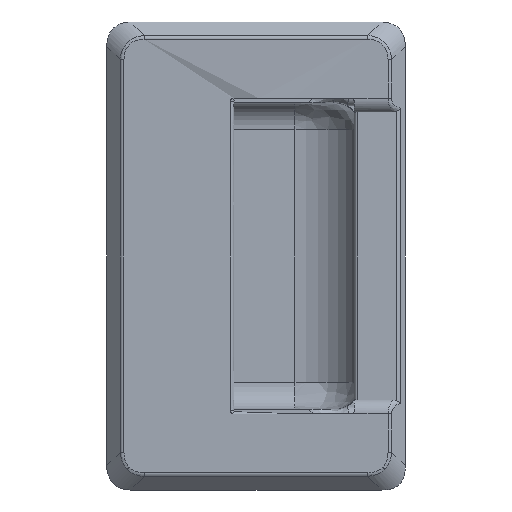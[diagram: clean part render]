
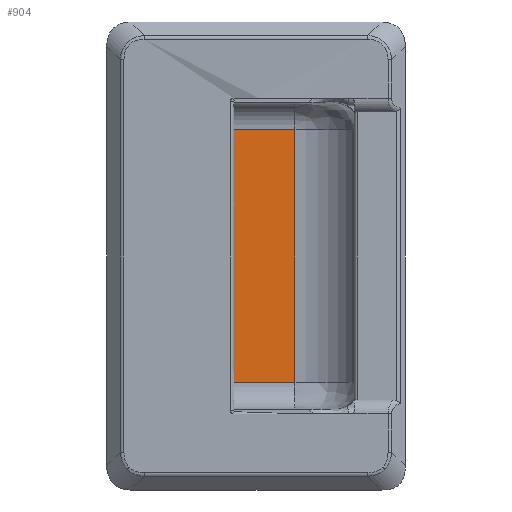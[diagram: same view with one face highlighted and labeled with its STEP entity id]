
A CAD part, front view. The second image highlights one B-rep face of the part: STEP entity #904.
In plain terms, the highlighted planar face has unit normal (0, -1, 0).
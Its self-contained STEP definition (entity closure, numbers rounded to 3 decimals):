
#904=ADVANCED_FACE('',(#3303),#3302,.T.);
#3302=PLANE('',#8471);
#3303=FACE_OUTER_BOUND('',#8472,.T.);
#8468=CARTESIAN_POINT('',(-24.8,25.5,-44.7));
#8469=DIRECTION('',(0.,-1.,0.));
#8470=DIRECTION('',(1.,0.,0.));
#8471=AXIS2_PLACEMENT_3D('',#8468,#8469,#8470);
#8472=EDGE_LOOP('',(#12294,#12295,#12296,#12297));
#12294=ORIENTED_EDGE('',*,*,#14690,.F.);
#12295=ORIENTED_EDGE('',*,*,#14662,.F.);
#12296=ORIENTED_EDGE('',*,*,#14667,.F.);
#12297=ORIENTED_EDGE('',*,*,#14678,.F.);
#14662=EDGE_CURVE('',#18603,#18583,#18610,.T.);
#14667=EDGE_CURVE('',#18636,#18603,#18643,.T.);
#14678=EDGE_CURVE('',#18708,#18636,#18716,.T.);
#14690=EDGE_CURVE('',#18583,#18708,#18794,.T.);
#18583=VERTEX_POINT('',#27014);
#18603=VERTEX_POINT('',#27028);
#18610=LINE('',#27033,#27034);
#18636=VERTEX_POINT('',#27052);
#18643=LINE('',#27057,#27058);
#18708=VERTEX_POINT('',#27098);
#18716=LINE('',#27104,#27105);
#18794=LINE('',#27152,#27153);
#27014=CARTESIAN_POINT('',(11.5,25.5,37.25));
#27028=CARTESIAN_POINT('',(-21.5,25.5,37.25));
#27033=CARTESIAN_POINT('',(-21.5,25.5,37.25));
#27034=VECTOR('',#27035,33.);
#27035=DIRECTION('',(1.,0.,0.));
#27052=CARTESIAN_POINT('',(-21.5,25.5,-37.25));
#27057=CARTESIAN_POINT('',(-21.5,25.5,-37.25));
#27058=VECTOR('',#27059,74.5);
#27059=DIRECTION('',(0.,0.,1.));
#27098=CARTESIAN_POINT('',(11.5,25.5,-37.25));
#27104=CARTESIAN_POINT('',(11.5,25.5,-37.25));
#27105=VECTOR('',#27106,33.);
#27106=DIRECTION('',(-1.,0.,0.));
#27152=CARTESIAN_POINT('',(11.5,25.5,37.25));
#27153=VECTOR('',#27154,74.5);
#27154=DIRECTION('',(0.,0.,-1.));
